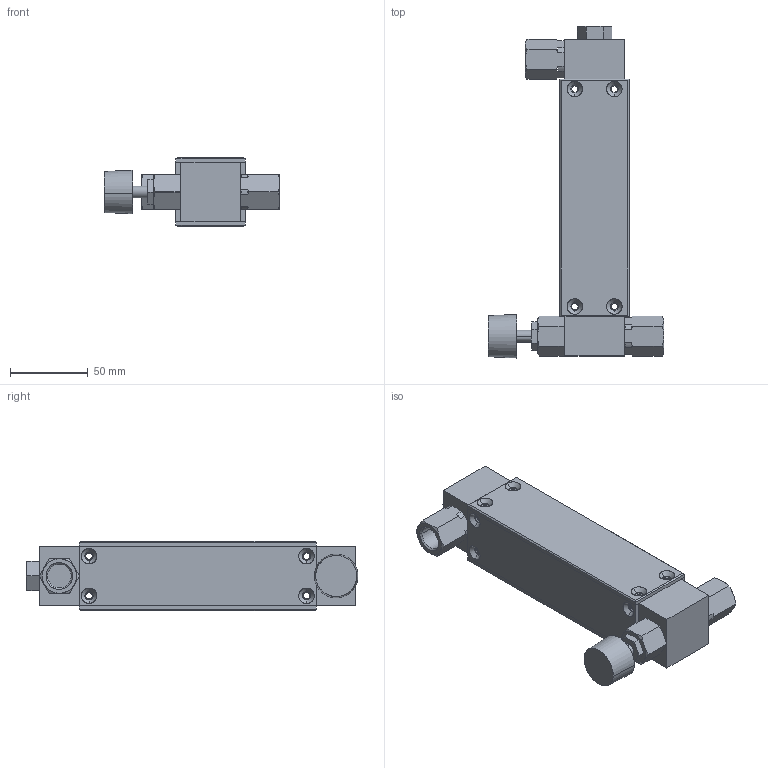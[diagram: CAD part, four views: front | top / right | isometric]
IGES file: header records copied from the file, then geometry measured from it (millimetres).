
Start section: SolidWorks IGES file using analytic representation for surfaces
Global section: file name: 1358F-2-B-F.IGS; native system: SolidWorks 2014; preprocessor: SolidWorks 2014; author: CFehr; date: 170301.153214; units: inch
Bounding box: 112.78 x 213.21 x 44.45 mm (x, y, z)
Surface area: 55695.5 mm2 (no closed solid volume)
Topology: 0 solids, 0 shells, 267 faces, 3710 edges, 3710 vertices
Faces by surface type: revolution 183, bspline 84
